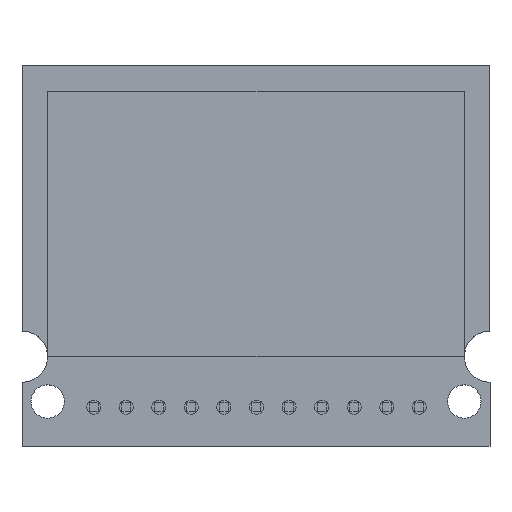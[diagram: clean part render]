
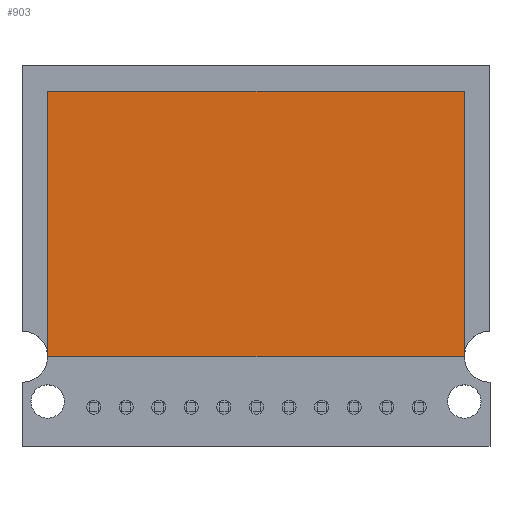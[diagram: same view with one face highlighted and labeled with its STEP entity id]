
A CAD part, top view. The second image highlights one B-rep face of the part: STEP entity #903.
In plain terms, the highlighted planar face has unit normal (0, 0, 1).
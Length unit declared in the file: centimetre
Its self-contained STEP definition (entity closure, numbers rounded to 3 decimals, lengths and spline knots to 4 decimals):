
#295=VERTEX_POINT('',#1380);
#296=VERTEX_POINT('',#1381);
#299=VERTEX_POINT('',#1389);
#301=VERTEX_POINT('',#1395);
#340=VECTOR('',#1143,1.);
#344=VECTOR('',#1148,1.);
#347=VECTOR('',#1152,1.);
#350=VECTOR('',#1156,1.);
#400=LINE('',#1379,#340);
#404=LINE('',#1388,#344);
#407=LINE('',#1394,#347);
#410=LINE('',#1400,#350);
#490=EDGE_CURVE('',#295,#296,#400,.T.);
#494=EDGE_CURVE('',#296,#299,#404,.T.);
#497=EDGE_CURVE('',#299,#301,#407,.T.);
#500=EDGE_CURVE('',#301,#295,#410,.T.);
#646=ORIENTED_EDGE('',*,*,#490,.F.);
#647=ORIENTED_EDGE('',*,*,#500,.F.);
#648=ORIENTED_EDGE('',*,*,#497,.F.);
#649=ORIENTED_EDGE('',*,*,#494,.F.);
#776=EDGE_LOOP('',(#646,#647,#648,#649));
#859=FACE_BOUND('',#776,.T.);
#903=ADVANCED_FACE('',(#859),#1506,.T.);
#977=AXIS2_PLACEMENT_3D('',#1402,#1158,$);
#1143=DIRECTION('',(1.,0.,0.));
#1148=DIRECTION('',(0.,-1.,0.));
#1152=DIRECTION('',(-1.,0.,0.));
#1156=DIRECTION('',(0.,1.,0.));
#1158=DIRECTION('',(0.,0.,1.));
#1379=CARTESIAN_POINT('',(3.25,2.07,0.9));
#1380=CARTESIAN_POINT('',(0.,2.07,0.9));
#1381=CARTESIAN_POINT('',(3.25,2.07,0.9));
#1388=CARTESIAN_POINT('',(3.25,0.,0.9));
#1389=CARTESIAN_POINT('',(3.25,0.,0.9));
#1394=CARTESIAN_POINT('',(0.,0.,0.9));
#1395=CARTESIAN_POINT('',(0.,0.,0.9));
#1400=CARTESIAN_POINT('',(0.,2.07,0.9));
#1402=CARTESIAN_POINT('',(1.625,1.035,0.9));
#1506=PLANE('',#977);
